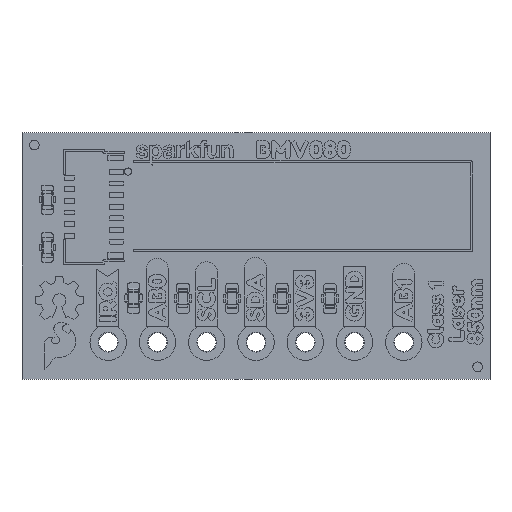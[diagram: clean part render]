
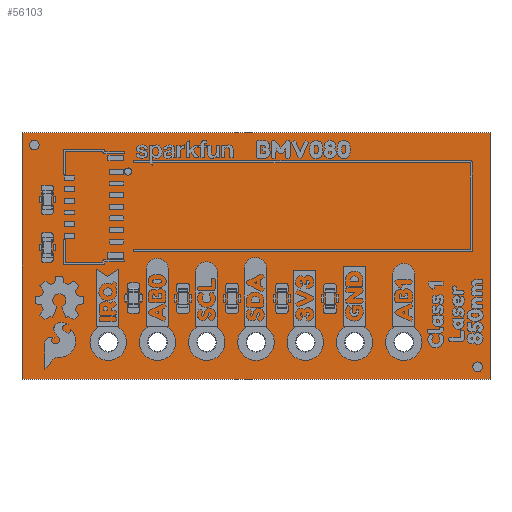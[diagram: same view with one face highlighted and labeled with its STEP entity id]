
A CAD part, top view. The second image highlights one B-rep face of the part: STEP entity #56103.
In plain terms, the highlighted planar face has unit normal (0, 0, 1).
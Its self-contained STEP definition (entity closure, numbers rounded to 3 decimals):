
#55914 = VERTEX_POINT('',#55915);
#55915 = CARTESIAN_POINT('',(24.13,-12.7,0.73));
#55921 = EDGE_CURVE('',#55914,#55922,#55924,.T.);
#55922 = VERTEX_POINT('',#55923);
#55923 = CARTESIAN_POINT('',(0.,-12.7,0.73));
#55924 = LINE('',#55925,#55926);
#55925 = CARTESIAN_POINT('',(24.13,-12.7,0.73));
#55926 = VECTOR('',#55927,1.);
#55927 = DIRECTION('',(-1.,0.,0.));
#55954 = VERTEX_POINT('',#55955);
#55955 = CARTESIAN_POINT('',(24.13,0.,0.73));
#55961 = EDGE_CURVE('',#55954,#55914,#55962,.T.);
#55962 = LINE('',#55963,#55964);
#55963 = CARTESIAN_POINT('',(24.13,0.,0.73));
#55964 = VECTOR('',#55965,1.);
#55965 = DIRECTION('',(0.,-1.,0.));
#55983 = EDGE_CURVE('',#55922,#55984,#55986,.T.);
#55984 = VERTEX_POINT('',#55985);
#55985 = CARTESIAN_POINT('',(0.,0.,0.73));
#55986 = LINE('',#55987,#55988);
#55987 = CARTESIAN_POINT('',(0.,-12.7,0.73));
#55988 = VECTOR('',#55989,1.);
#55989 = DIRECTION('',(0.,1.,0.));
#56103 = ADVANCED_FACE('',(#56104,#56115,#56126,#56137,#56148,#56159,
    #56170,#56181),#56192,.T.);
#56104 = FACE_BOUND('',#56105,.T.);
#56105 = EDGE_LOOP('',(#56106,#56107,#56108,#56114));
#56106 = ORIENTED_EDGE('',*,*,#55921,.F.);
#56107 = ORIENTED_EDGE('',*,*,#55961,.F.);
#56108 = ORIENTED_EDGE('',*,*,#56109,.F.);
#56109 = EDGE_CURVE('',#55984,#55954,#56110,.T.);
#56110 = LINE('',#56111,#56112);
#56111 = CARTESIAN_POINT('',(0.,0.,0.73));
#56112 = VECTOR('',#56113,1.);
#56113 = DIRECTION('',(1.,0.,0.));
#56114 = ORIENTED_EDGE('',*,*,#55983,.F.);
#56115 = FACE_BOUND('',#56116,.T.);
#56116 = EDGE_LOOP('',(#56117));
#56117 = ORIENTED_EDGE('',*,*,#56118,.T.);
#56118 = EDGE_CURVE('',#56119,#56119,#56121,.T.);
#56119 = VERTEX_POINT('',#56120);
#56120 = CARTESIAN_POINT('',(12.065,-11.303,0.73));
#56121 = CIRCLE('',#56122,0.508);
#56122 = AXIS2_PLACEMENT_3D('',#56123,#56124,#56125);
#56123 = CARTESIAN_POINT('',(12.065,-10.795,0.73));
#56124 = DIRECTION('',(-0.,0.,-1.));
#56125 = DIRECTION('',(0.,-1.,0.));
#56126 = FACE_BOUND('',#56127,.T.);
#56127 = EDGE_LOOP('',(#56128));
#56128 = ORIENTED_EDGE('',*,*,#56129,.T.);
#56129 = EDGE_CURVE('',#56130,#56130,#56132,.T.);
#56130 = VERTEX_POINT('',#56131);
#56131 = CARTESIAN_POINT('',(14.605,-11.303,0.73));
#56132 = CIRCLE('',#56133,0.508);
#56133 = AXIS2_PLACEMENT_3D('',#56134,#56135,#56136);
#56134 = CARTESIAN_POINT('',(14.605,-10.795,0.73));
#56135 = DIRECTION('',(-0.,0.,-1.));
#56136 = DIRECTION('',(-0.,-1.,0.));
#56137 = FACE_BOUND('',#56138,.T.);
#56138 = EDGE_LOOP('',(#56139));
#56139 = ORIENTED_EDGE('',*,*,#56140,.T.);
#56140 = EDGE_CURVE('',#56141,#56141,#56143,.T.);
#56141 = VERTEX_POINT('',#56142);
#56142 = CARTESIAN_POINT('',(4.445,-11.303,0.73));
#56143 = CIRCLE('',#56144,0.508);
#56144 = AXIS2_PLACEMENT_3D('',#56145,#56146,#56147);
#56145 = CARTESIAN_POINT('',(4.445,-10.795,0.73));
#56146 = DIRECTION('',(-0.,0.,-1.));
#56147 = DIRECTION('',(-0.,-1.,0.));
#56148 = FACE_BOUND('',#56149,.T.);
#56149 = EDGE_LOOP('',(#56150));
#56150 = ORIENTED_EDGE('',*,*,#56151,.T.);
#56151 = EDGE_CURVE('',#56152,#56152,#56154,.T.);
#56152 = VERTEX_POINT('',#56153);
#56153 = CARTESIAN_POINT('',(6.985,-11.303,0.73));
#56154 = CIRCLE('',#56155,0.508);
#56155 = AXIS2_PLACEMENT_3D('',#56156,#56157,#56158);
#56156 = CARTESIAN_POINT('',(6.985,-10.795,0.73));
#56157 = DIRECTION('',(-0.,0.,-1.));
#56158 = DIRECTION('',(-0.,-1.,0.));
#56159 = FACE_BOUND('',#56160,.T.);
#56160 = EDGE_LOOP('',(#56161));
#56161 = ORIENTED_EDGE('',*,*,#56162,.T.);
#56162 = EDGE_CURVE('',#56163,#56163,#56165,.T.);
#56163 = VERTEX_POINT('',#56164);
#56164 = CARTESIAN_POINT('',(9.525,-11.303,0.73));
#56165 = CIRCLE('',#56166,0.508);
#56166 = AXIS2_PLACEMENT_3D('',#56167,#56168,#56169);
#56167 = CARTESIAN_POINT('',(9.525,-10.795,0.73));
#56168 = DIRECTION('',(-0.,0.,-1.));
#56169 = DIRECTION('',(0.,-1.,-0.));
#56170 = FACE_BOUND('',#56171,.T.);
#56171 = EDGE_LOOP('',(#56172));
#56172 = ORIENTED_EDGE('',*,*,#56173,.T.);
#56173 = EDGE_CURVE('',#56174,#56174,#56176,.T.);
#56174 = VERTEX_POINT('',#56175);
#56175 = CARTESIAN_POINT('',(17.145,-11.303,0.73));
#56176 = CIRCLE('',#56177,0.508);
#56177 = AXIS2_PLACEMENT_3D('',#56178,#56179,#56180);
#56178 = CARTESIAN_POINT('',(17.145,-10.795,0.73));
#56179 = DIRECTION('',(-0.,0.,-1.));
#56180 = DIRECTION('',(-0.,-1.,0.));
#56181 = FACE_BOUND('',#56182,.T.);
#56182 = EDGE_LOOP('',(#56183));
#56183 = ORIENTED_EDGE('',*,*,#56184,.T.);
#56184 = EDGE_CURVE('',#56185,#56185,#56187,.T.);
#56185 = VERTEX_POINT('',#56186);
#56186 = CARTESIAN_POINT('',(19.685,-11.303,0.73));
#56187 = CIRCLE('',#56188,0.508);
#56188 = AXIS2_PLACEMENT_3D('',#56189,#56190,#56191);
#56189 = CARTESIAN_POINT('',(19.685,-10.795,0.73));
#56190 = DIRECTION('',(-0.,0.,-1.));
#56191 = DIRECTION('',(0.,-1.,0.));
#56192 = PLANE('',#56193);
#56193 = AXIS2_PLACEMENT_3D('',#56194,#56195,#56196);
#56194 = CARTESIAN_POINT('',(0.,0.,0.73));
#56195 = DIRECTION('',(0.,0.,1.));
#56196 = DIRECTION('',(1.,0.,-0.));
